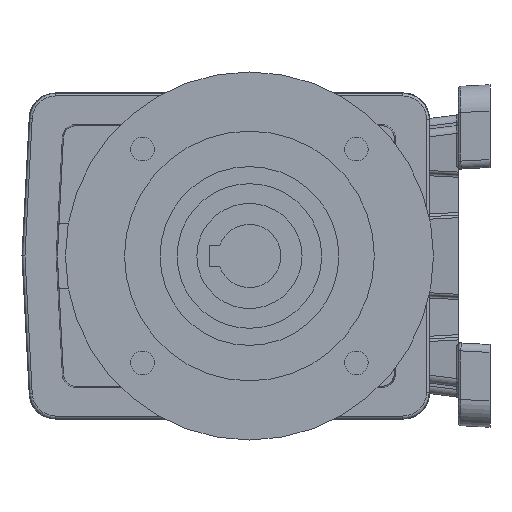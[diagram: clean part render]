
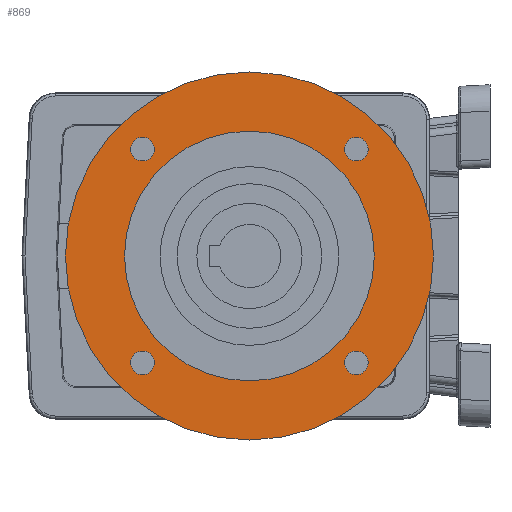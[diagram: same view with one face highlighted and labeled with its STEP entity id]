
A CAD part, left-side view. The second image highlights one B-rep face of the part: STEP entity #869.
In plain terms, the highlighted planar face has unit normal (-1, 0, 0).
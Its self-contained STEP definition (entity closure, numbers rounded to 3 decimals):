
#869 = ADVANCED_FACE( '', ( #2241, #2242, #2243, #2244, #2245, #2246 ), #2247, .F. );
#2241 = FACE_BOUND( '', #4882, .T. );
#2242 = FACE_BOUND( '', #4883, .T. );
#2243 = FACE_BOUND( '', #4884, .T. );
#2244 = FACE_BOUND( '', #4885, .T. );
#2245 = FACE_OUTER_BOUND( '', #4886, .T. );
#2246 = FACE_BOUND( '', #4887, .T. );
#2247 = PLANE( '', #4888 );
#4882 = EDGE_LOOP( '', ( #11809 ) );
#4883 = EDGE_LOOP( '', ( #11810 ) );
#4884 = EDGE_LOOP( '', ( #11811 ) );
#4885 = EDGE_LOOP( '', ( #11812 ) );
#4886 = EDGE_LOOP( '', ( #11813 ) );
#4887 = EDGE_LOOP( '', ( #11814 ) );
#4888 = AXIS2_PLACEMENT_3D( '', #11815, #11816, #11817 );
#11809 = ORIENTED_EDGE( '', *, *, #17092, .T. );
#11810 = ORIENTED_EDGE( '', *, *, #17093, .T. );
#11811 = ORIENTED_EDGE( '', *, *, #17094, .T. );
#11812 = ORIENTED_EDGE( '', *, *, #17095, .T. );
#11813 = ORIENTED_EDGE( '', *, *, #16749, .F. );
#11814 = ORIENTED_EDGE( '', *, *, #17096, .T. );
#11815 = CARTESIAN_POINT( '', ( -21.529, 6.5, 68.818 ) );
#11816 = DIRECTION( '', ( 1., 0., 0. ) );
#11817 = DIRECTION( '', ( 0., 1., 0. ) );
#16749 = EDGE_CURVE( '', #19126, #19126, #19127, .T. );
#17092 = EDGE_CURVE( '', #19699, #19699, #19700, .T. );
#17093 = EDGE_CURVE( '', #19701, #19701, #19702, .T. );
#17094 = EDGE_CURVE( '', #19703, #19703, #19704, .T. );
#17095 = EDGE_CURVE( '', #19705, #19705, #19706, .T. );
#17096 = EDGE_CURVE( '', #19707, #19707, #19708, .T. );
#19126 = VERTEX_POINT( '', #22756 );
#19127 = CIRCLE( '', #22757, 70. );
#19699 = VERTEX_POINT( '', #24481 );
#19700 = CIRCLE( '', #24482, 4.5 );
#19701 = VERTEX_POINT( '', #24483 );
#19702 = CIRCLE( '', #24484, 4.5 );
#19703 = VERTEX_POINT( '', #24485 );
#19704 = CIRCLE( '', #24486, 4.5 );
#19705 = VERTEX_POINT( '', #24487 );
#19706 = CIRCLE( '', #24488, 47.5 );
#19707 = VERTEX_POINT( '', #24489 );
#19708 = CIRCLE( '', #24490, 4.5 );
#22756 = CARTESIAN_POINT( '', ( -21.529, 6.5, 138.818 ) );
#22757 = AXIS2_PLACEMENT_3D( '', #28858, #28859, #28860 );
#24481 = CARTESIAN_POINT( '', ( -21.529, -38.659, 109.477 ) );
#24482 = AXIS2_PLACEMENT_3D( '', #29231, #29232, #29233 );
#24483 = CARTESIAN_POINT( '', ( -21.529, -34.159, 23.659 ) );
#24484 = AXIS2_PLACEMENT_3D( '', #29234, #29235, #29236 );
#24485 = CARTESIAN_POINT( '', ( -21.529, 51.659, 28.159 ) );
#24486 = AXIS2_PLACEMENT_3D( '', #29237, #29238, #29239 );
#24487 = CARTESIAN_POINT( '', ( -21.529, 6.5, 116.318 ) );
#24488 = AXIS2_PLACEMENT_3D( '', #29240, #29241, #29242 );
#24489 = CARTESIAN_POINT( '', ( -21.529, 47.159, 113.977 ) );
#24490 = AXIS2_PLACEMENT_3D( '', #29243, #29244, #29245 );
#28858 = CARTESIAN_POINT( '', ( -21.529, 6.5, 68.818 ) );
#28859 = DIRECTION( '', ( 1., 0., 0. ) );
#28860 = DIRECTION( '', ( 0., 0., 1. ) );
#29231 = CARTESIAN_POINT( '', ( -21.529, -34.159, 109.477 ) );
#29232 = DIRECTION( '', ( 1., 0., 0. ) );
#29233 = DIRECTION( '', ( 0., -1., 0. ) );
#29234 = CARTESIAN_POINT( '', ( -21.529, -34.159, 28.159 ) );
#29235 = DIRECTION( '', ( 1., 0., 0. ) );
#29236 = DIRECTION( '', ( 0., 0., -1. ) );
#29237 = CARTESIAN_POINT( '', ( -21.529, 47.159, 28.159 ) );
#29238 = DIRECTION( '', ( 1., 0., 0. ) );
#29239 = DIRECTION( '', ( 0., 1., 0. ) );
#29240 = CARTESIAN_POINT( '', ( -21.529, 6.5, 68.818 ) );
#29241 = DIRECTION( '', ( 1., 0., 0. ) );
#29242 = DIRECTION( '', ( 0., 0., 1. ) );
#29243 = CARTESIAN_POINT( '', ( -21.529, 47.159, 109.477 ) );
#29244 = DIRECTION( '', ( 1., 0., 0. ) );
#29245 = DIRECTION( '', ( 0., 0., 1. ) );
